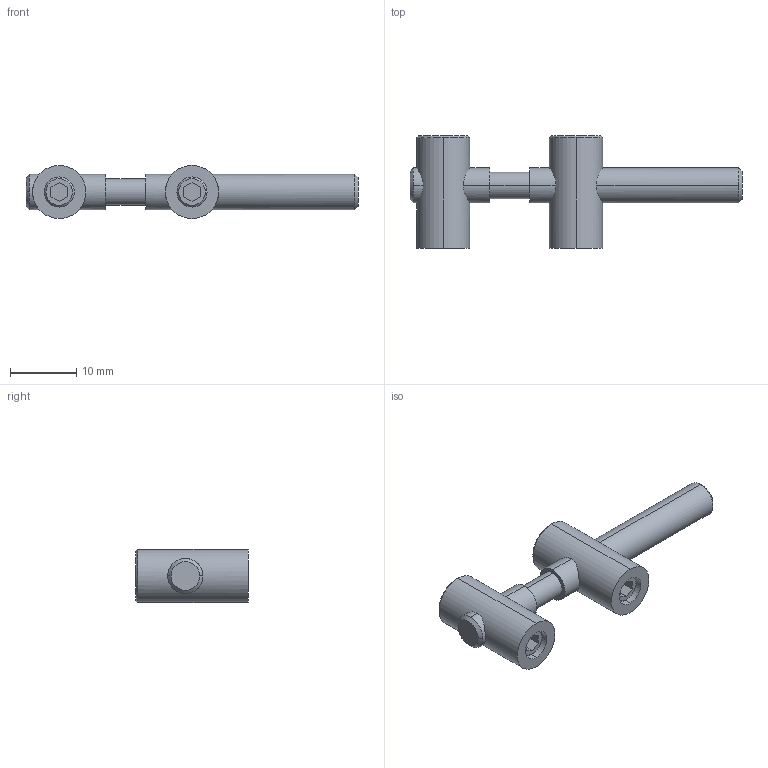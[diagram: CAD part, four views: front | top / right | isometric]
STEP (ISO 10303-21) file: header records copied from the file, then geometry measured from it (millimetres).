
FILE_DESCRIPTION (( 'STEP AP214' ), '1' );
FILE_NAME ('-6126120', '2019-02-04T09:22:47', ( '' ), ('JUGARD+KÜNSTNER GmbH'), 'SwSTEP 2.0', 'SolidWorks 2017', '' );
FILE_SCHEMA (( 'AUTOMOTIVE_DESIGN' ));
Length unit declared in the file: millimetre
Products named in the file (3): Kopie von SV 6 SS_2^-6126120; -6126120_CNAJF00; Kopie von SV 6 SS^-6126120
Assembly tree (2 placements, depth 2):
  -6126120_CNAJF00
    Kopie von SV 6 SS^-6126120
    Kopie von SV 6 SS_2^-6126120
Bounding box: 50 x 17 x 8 mm (x, y, z)
Volume: 2425.1 mm3; surface area: 1829.6 mm2
Topology: 2 solids, 4 shells, 68 faces, 142 edges, 90 vertices
Faces by surface type: cylinder 26, plane 26, cone 16
Entity records: 2346 total; most frequent: CARTESIAN_POINT 765, DIRECTION 322, ORIENTED_EDGE 284, EDGE_CURVE 142, AXIS2_PLACEMENT_3D 123, VERTEX_POINT 90, EDGE_LOOP 80, VECTOR 76
